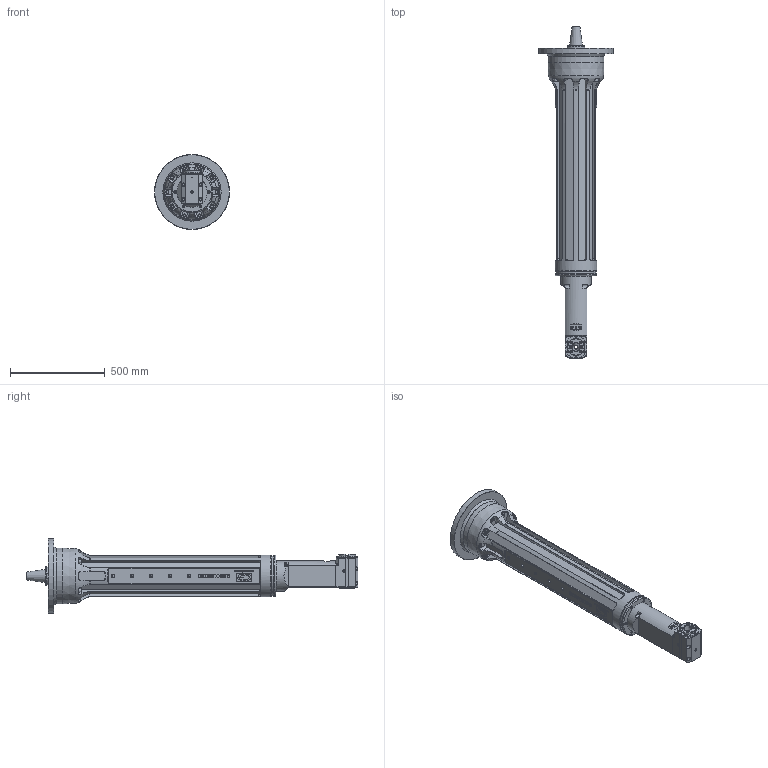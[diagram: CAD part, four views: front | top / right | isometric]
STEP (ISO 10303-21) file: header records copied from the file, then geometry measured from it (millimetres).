
FILE_DESCRIPTION(/* description */ (''),/* implementation_level */ '2;1');
FILE_NAME(/* name */ '9.G90.S40XL.400-SK50-TS5352.stp',/* time_stamp */ '2024-09-12T10:06:00-04:00',/* author */ ('jkrenzer'),/* organization */ (''),/* preprocessor_version */ 'ST-DEVELOPER v18.1',/* originating_system */ 'Autodesk Inventor 2022',/* authorisation */ '');
FILE_SCHEMA (('AUTOMOTIVE_DESIGN { 1 0 10303 214 3 1 1 }'));
Products named in the file (2): 9.G90.S40XL.400-SK50-TS5352; T0000527373
Assembly tree (1 placements, depth 2):
  9.G90.S40XL.400-SK50-TS5352
    T0000527373
Bounding box: 395 x 1749 x 395 mm (x, y, z)
Volume: 33996885.5 mm3; surface area: 2677481.8 mm2
Topology: 4 solids, 5 shells, 3290 faces, 8789 edges, 5694 vertices
Faces by surface type: plane 2152, cone 410, cylinder 357, bspline 333, torus 38
Full cylindrical faces by diameter (mm): 2 x1, 3.3 x2, 4.2 x10, 5 x14, 5.5 x10, 6.8 x14, 8 x2, 8.5 x11, 8.8 x16, 9 x12, 10 x4, 10.2 x9, 10.5 x10, 12 x4, 14 x17, 15 x11, 17 x5, 21 x5, 25 x3, 25.5 x1, 26 x2, 27 x1, 33 x1, 35 x2, 36 x1, 38 x1, 40 x2, 41.5 x1, 44.5 x1, 54 x2
Entity records: 114609 total; most frequent: CARTESIAN_POINT 33726, ORIENTED_EDGE 17436, DIRECTION 15504, EDGE_CURVE 8718, LINE 6498, VECTOR 6498, VERTEX_POINT 5694, AXIS2_PLACEMENT_3D 4503
